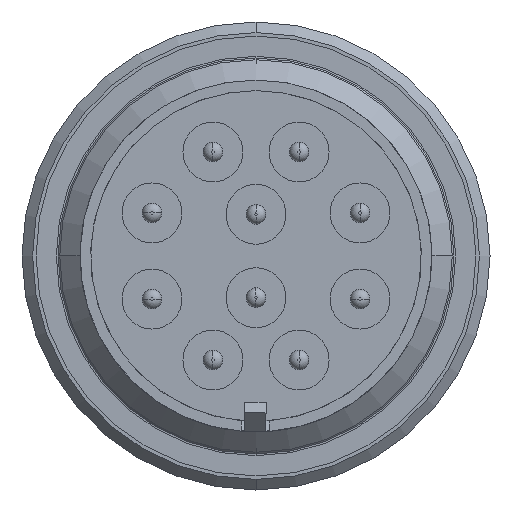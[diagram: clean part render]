
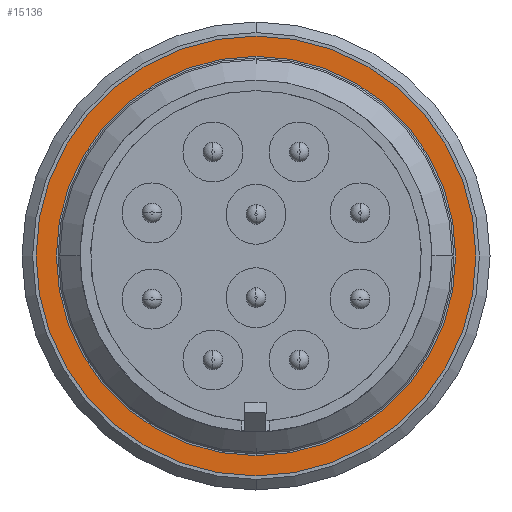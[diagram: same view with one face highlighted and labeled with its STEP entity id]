
A CAD part, front view. The second image highlights one B-rep face of the part: STEP entity #15136.
In plain terms, the highlighted planar face has unit normal (0, -1, 0).
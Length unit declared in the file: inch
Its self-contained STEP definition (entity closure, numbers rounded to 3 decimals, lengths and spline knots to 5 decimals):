
#420 = EDGE_CURVE ( 'NONE', #7205, #7210, #2964, .T. ) ;
#462 = AXIS2_PLACEMENT_3D ( 'NONE', #11428, #11427, #11426 ) ;
#1405 = EDGE_CURVE ( 'NONE', #7223, #7220, #5020, .T. ) ;
#1406 = EDGE_CURVE ( 'NONE', #7210, #7205, #5022, .T. ) ;
#2964 = CIRCLE ( 'NONE', #462, 0.5675 ) ;
#4682 = EDGE_CURVE ( 'NONE', #7220, #7223, #5584, .T. ) ;
#4897 = CARTESIAN_POINT ( 'NONE',  ( 0.002, 0.80065, 0.5675 ) ) ;
#4903 = PLANE ( 'NONE',  #9049 ) ;
#4905 = DIRECTION ( 'NONE',  ( 0., -1., 0. ) ) ;
#4906 = DIRECTION ( 'NONE',  ( 0., 0., -1. ) ) ;
#5020 = CIRCLE ( 'NONE', #6837, 0.625 ) ;
#5022 = CIRCLE ( 'NONE', #6836, 0.5675 ) ;
#5584 = CIRCLE ( 'NONE', #14953, 0.625 ) ;
#6836 = AXIS2_PLACEMENT_3D ( 'NONE', #12373, #12374, #12375 ) ;
#6837 = AXIS2_PLACEMENT_3D ( 'NONE', #12436, #12437, #12534 ) ;
#7026 = EDGE_LOOP ( 'NONE', ( #10607, #10426 ) ) ;
#7031 = EDGE_LOOP ( 'NONE', ( #10461, #10493 ) ) ;
#7205 = VERTEX_POINT ( 'NONE', #14577 ) ;
#7210 = VERTEX_POINT ( 'NONE', #14582 ) ;
#7220 = VERTEX_POINT ( 'NONE', #14592 ) ;
#7223 = VERTEX_POINT ( 'NONE', #14595 ) ;
#9049 = AXIS2_PLACEMENT_3D ( 'NONE', #4897, #4905, #4906 ) ;
#10426 = ORIENTED_EDGE ( 'NONE', *, *, #420, .T. ) ;
#10461 = ORIENTED_EDGE ( 'NONE', *, *, #1405, .T. ) ;
#10493 = ORIENTED_EDGE ( 'NONE', *, *, #4682, .T. ) ;
#10607 = ORIENTED_EDGE ( 'NONE', *, *, #1406, .T. ) ;
#11312 = FACE_OUTER_BOUND ( 'NONE', #7031, .T. ) ;
#11314 = FACE_BOUND ( 'NONE', #7026, .T. ) ;
#11426 = DIRECTION ( 'NONE',  ( 0., 0., 1. ) ) ;
#11427 = DIRECTION ( 'NONE',  ( 0., 1., 0. ) ) ;
#11428 = CARTESIAN_POINT ( 'NONE',  ( 0., 0.80065, 0. ) ) ;
#12373 = CARTESIAN_POINT ( 'NONE',  ( 0., 0.80065, 0. ) ) ;
#12374 = DIRECTION ( 'NONE',  ( 0., 1., 0. ) ) ;
#12375 = DIRECTION ( 'NONE',  ( 0., 0., 1. ) ) ;
#12436 = CARTESIAN_POINT ( 'NONE',  ( 0., 0.80065, 0. ) ) ;
#12437 = DIRECTION ( 'NONE',  ( 0., -1., 0. ) ) ;
#12534 = DIRECTION ( 'NONE',  ( 0., 0., 1. ) ) ;
#13838 = CARTESIAN_POINT ( 'NONE',  ( 0., 0.80065, 0. ) ) ;
#13839 = DIRECTION ( 'NONE',  ( 0., -1., 0. ) ) ;
#13841 = DIRECTION ( 'NONE',  ( 0., 0., 1. ) ) ;
#14577 = CARTESIAN_POINT ( 'NONE',  ( 0., 0.80065, -0.5675 ) ) ;
#14582 = CARTESIAN_POINT ( 'NONE',  ( 0., 0.80065, 0.5675 ) ) ;
#14592 = CARTESIAN_POINT ( 'NONE',  ( 0., 0.80065, -0.625 ) ) ;
#14595 = CARTESIAN_POINT ( 'NONE',  ( 0., 0.80065, 0.625 ) ) ;
#14953 = AXIS2_PLACEMENT_3D ( 'NONE', #13838, #13839, #13841 ) ;
#15136 = ADVANCED_FACE ( 'NONE', ( #11314, #11312 ), #4903, .T. ) ;
